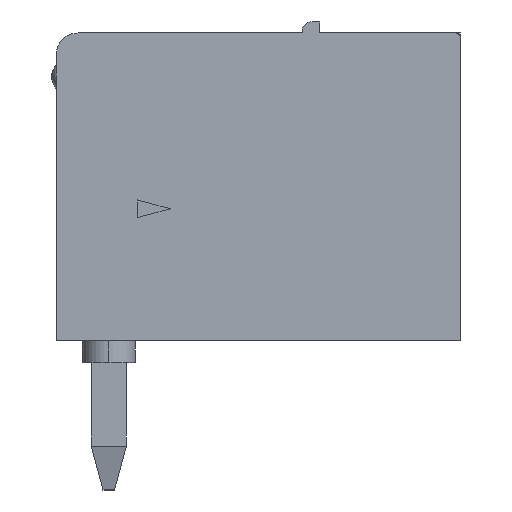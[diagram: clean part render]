
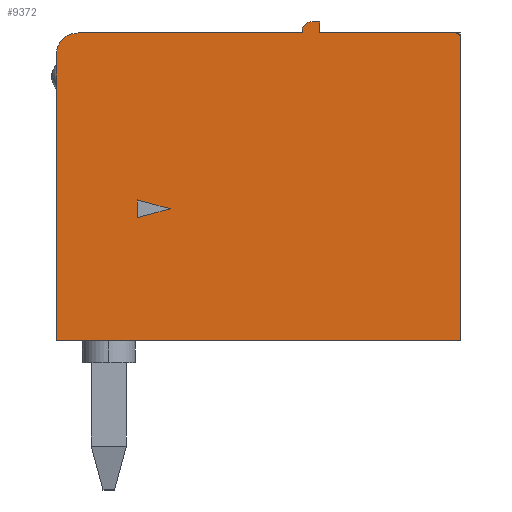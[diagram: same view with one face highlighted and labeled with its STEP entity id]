
A CAD part, left-side view. The second image highlights one B-rep face of the part: STEP entity #9372.
In plain terms, the highlighted planar face has unit normal (-1, 0, 0).
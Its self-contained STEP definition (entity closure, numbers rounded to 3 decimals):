
#3115=CARTESIAN_POINT('',(-8.315,-8.,0.));
#3116=VERTEX_POINT('',#3115);
#3229=CARTESIAN_POINT('',(-8.315,-8.,6.9));
#3230=VERTEX_POINT('',#3229);
#3237=CARTESIAN_POINT('',(-8.315,-8.,6.9));
#3238=DIRECTION('',(0.0,0.0,-1.0));
#3239=VECTOR('',#3238,6.9);
#3240=LINE('',#3237,#3239);
#3241=EDGE_CURVE('',#3230,#3116,#3240,.T.);
#3894=CARTESIAN_POINT('',(-8.315,-4.8,7.));
#3895=VERTEX_POINT('',#3894);
#3910=CARTESIAN_POINT('',(-8.315,-4.8,7.25));
#3911=VERTEX_POINT('',#3910);
#3918=CARTESIAN_POINT('',(-8.315,-4.8,7.25));
#3919=DIRECTION('',(0.0,0.0,-1.0));
#3920=VECTOR('',#3919,0.25);
#3921=LINE('',#3918,#3920);
#3922=EDGE_CURVE('',#3911,#3895,#3921,.T.);
#4136=CARTESIAN_POINT('',(-8.315,-4.4,7.05));
#4137=VERTEX_POINT('',#4136);
#4146=CARTESIAN_POINT('',(-8.315,-4.6,7.25));
#4147=VERTEX_POINT('',#4146);
#4148=CARTESIAN_POINT('',(-8.315,-4.6,7.05));
#4149=DIRECTION('',(-1.0,0.0,0.0));
#4150=DIRECTION('',(0.0,-1.0,0.0));
#4151=AXIS2_PLACEMENT_3D('',#4148,#4149,#4150);
#4152=CIRCLE('',#4151,0.2);
#4153=EDGE_CURVE('',#4147,#4137,#4152,.T.);
#4179=CARTESIAN_POINT('',(-8.315,-7.9,7.));
#4180=VERTEX_POINT('',#4179);
#4181=CARTESIAN_POINT('',(-8.315,-4.8,7.));
#4182=DIRECTION('',(0.0,-1.0,0.0));
#4183=VECTOR('',#4182,3.1);
#4184=LINE('',#4181,#4183);
#4185=EDGE_CURVE('',#3895,#4180,#4184,.T.);
#4502=CARTESIAN_POINT('',(-8.315,-4.6,7.25));
#4503=DIRECTION('',(0.0,-1.0,0.0));
#4504=VECTOR('',#4503,0.2);
#4505=LINE('',#4502,#4504);
#4506=EDGE_CURVE('',#4147,#3911,#4505,.T.);
#4523=CARTESIAN_POINT('',(-8.315,1.2,6.5));
#4524=VERTEX_POINT('',#4523);
#4541=CARTESIAN_POINT('',(-8.315,1.2,0.));
#4542=VERTEX_POINT('',#4541);
#4549=CARTESIAN_POINT('',(-8.315,1.2,0.));
#4550=DIRECTION('',(0.0,0.0,1.0));
#4551=VECTOR('',#4550,6.5);
#4552=LINE('',#4549,#4551);
#4553=EDGE_CURVE('',#4542,#4524,#4552,.T.);
#4757=CARTESIAN_POINT('',(-8.315,-4.4,7.));
#4758=VERTEX_POINT('',#4757);
#4767=CARTESIAN_POINT('',(-8.315,-4.4,7.));
#4768=DIRECTION('',(0.0,0.0,1.0));
#4769=VECTOR('',#4768,0.05);
#4770=LINE('',#4767,#4769);
#4771=EDGE_CURVE('',#4758,#4137,#4770,.T.);
#4867=CARTESIAN_POINT('',(-8.315,0.7,7.));
#4868=VERTEX_POINT('',#4867);
#4875=CARTESIAN_POINT('',(-8.315,0.7,7.));
#4876=DIRECTION('',(0.0,-1.0,0.0));
#4877=VECTOR('',#4876,5.1);
#4878=LINE('',#4875,#4877);
#4879=EDGE_CURVE('',#4868,#4758,#4878,.T.);
#4889=CARTESIAN_POINT('',(-8.315,-0.65,2.799));
#4890=VERTEX_POINT('',#4889);
#4907=CARTESIAN_POINT('',(-8.315,-0.65,3.201));
#4908=VERTEX_POINT('',#4907);
#4915=CARTESIAN_POINT('',(-8.315,-0.65,3.201));
#4916=DIRECTION('',(0.0,0.0,-1.0));
#4917=VECTOR('',#4916,0.402);
#4918=LINE('',#4915,#4917);
#4919=EDGE_CURVE('',#4908,#4890,#4918,.T.);
#4942=CARTESIAN_POINT('',(-8.315,0.7,6.5));
#4943=DIRECTION('',(-1.0,0.0,0.0));
#4944=DIRECTION('',(0.0,-1.0,0.0));
#4945=AXIS2_PLACEMENT_3D('',#4942,#4943,#4944);
#4946=CIRCLE('',#4945,0.5);
#4947=EDGE_CURVE('',#4868,#4524,#4946,.T.);
#5024=CARTESIAN_POINT('',(-8.315,-7.9,6.9));
#5025=DIRECTION('',(-1.0,0.0,0.0));
#5026=DIRECTION('',(0.0,-1.0,0.0));
#5027=AXIS2_PLACEMENT_3D('',#5024,#5025,#5026);
#5028=CIRCLE('',#5027,0.1);
#5029=EDGE_CURVE('',#3230,#4180,#5028,.T.);
#5106=CARTESIAN_POINT('',(-8.315,-1.4,3.));
#5107=VERTEX_POINT('',#5106);
#5123=CARTESIAN_POINT('',(-8.315,-0.65,2.799));
#5124=DIRECTION('',(0.0,-0.966,0.259));
#5125=VECTOR('',#5124,0.776);
#5126=LINE('',#5123,#5125);
#5127=EDGE_CURVE('',#4890,#5107,#5126,.T.);
#5156=CARTESIAN_POINT('',(-8.315,-1.4,3.));
#5157=DIRECTION('',(0.0,0.966,0.259));
#5158=VECTOR('',#5157,0.776);
#5159=LINE('',#5156,#5158);
#5160=EDGE_CURVE('',#5107,#4908,#5159,.T.);
#9344=CARTESIAN_POINT('',(-8.315,1.66,-0.363));
#9345=DIRECTION('',(-1.0,0.0,0.0));
#9346=DIRECTION('',(0.0,-1.0,0.0));
#9347=AXIS2_PLACEMENT_3D('',#9344,#9345,#9346);
#9348=PLANE('',#9347);
#9349=ORIENTED_EDGE('',*,*,#4553,.F.);
#9350=CARTESIAN_POINT('',(-8.315,1.2,0.));
#9351=DIRECTION('',(0.0,-1.0,0.0));
#9352=VECTOR('',#9351,9.2);
#9353=LINE('',#9350,#9352);
#9354=EDGE_CURVE('',#4542,#3116,#9353,.T.);
#9355=ORIENTED_EDGE('',*,*,#9354,.T.);
#9356=ORIENTED_EDGE('',*,*,#3241,.F.);
#9357=ORIENTED_EDGE('',*,*,#5029,.T.);
#9358=ORIENTED_EDGE('',*,*,#4185,.F.);
#9359=ORIENTED_EDGE('',*,*,#3922,.F.);
#9360=ORIENTED_EDGE('',*,*,#4506,.F.);
#9361=ORIENTED_EDGE('',*,*,#4153,.T.);
#9362=ORIENTED_EDGE('',*,*,#4771,.F.);
#9363=ORIENTED_EDGE('',*,*,#4879,.F.);
#9364=ORIENTED_EDGE('',*,*,#4947,.T.);
#9365=EDGE_LOOP('',(#9349,#9355,#9356,#9357,#9358,#9359,#9360,#9361,#9362,#9363,#9364));
#9366=FACE_OUTER_BOUND('',#9365,.T.);
#9367=ORIENTED_EDGE('',*,*,#4919,.F.);
#9368=ORIENTED_EDGE('',*,*,#5160,.F.);
#9369=ORIENTED_EDGE('',*,*,#5127,.F.);
#9370=EDGE_LOOP('',(#9367,#9368,#9369));
#9371=FACE_BOUND('',#9370,.T.);
#9372=ADVANCED_FACE('',(#9366,#9371),#9348,.T.);
